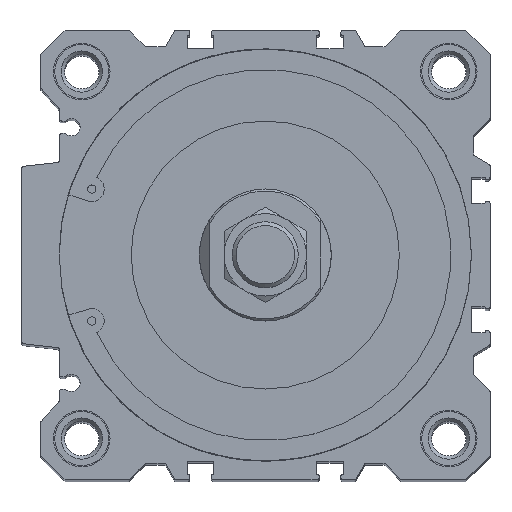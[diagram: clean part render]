
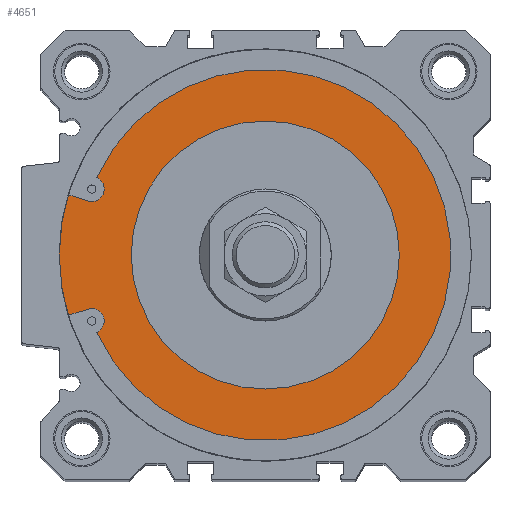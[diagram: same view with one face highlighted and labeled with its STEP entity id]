
A CAD part, top view. The second image highlights one B-rep face of the part: STEP entity #4651.
In plain terms, the highlighted planar face has unit normal (0, 0, 1).
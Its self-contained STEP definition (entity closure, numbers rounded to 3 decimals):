
#201=FACE_BOUND('',#554,.T.);
#272=FACE_OUTER_BOUND('',#553,.T.);
#553=EDGE_LOOP('',(#3134,#3135,#3136,#3137,#3138,#3139,#3140,#3141,#3142,
#3143));
#554=EDGE_LOOP('',(#3144));
#905=LINE('',#7013,#1293);
#906=LINE('',#7025,#1294);
#1293=VECTOR('',#5503,4.9);
#1294=VECTOR('',#5514,5.);
#1681=CIRCLE('',#4936,50.);
#1682=CIRCLE('',#4937,0.2);
#1683=CIRCLE('',#4938,3.);
#1684=CIRCLE('',#4939,0.1);
#1685=CIRCLE('',#4940,45.);
#1686=CIRCLE('',#4941,0.1);
#1687=CIRCLE('',#4942,3.002);
#1688=CIRCLE('',#4943,0.2);
#1689=CIRCLE('',#4944,32.5);
#1958=VERTEX_POINT('',#7007);
#1959=VERTEX_POINT('',#7008);
#1960=VERTEX_POINT('',#7010);
#1961=VERTEX_POINT('',#7012);
#1962=VERTEX_POINT('',#7014);
#1963=VERTEX_POINT('',#7016);
#1964=VERTEX_POINT('',#7018);
#1965=VERTEX_POINT('',#7020);
#1966=VERTEX_POINT('',#7022);
#1967=VERTEX_POINT('',#7024);
#1968=VERTEX_POINT('',#7027);
#2439=EDGE_CURVE('',#1958,#1959,#1681,.T.);
#2440=EDGE_CURVE('',#1960,#1959,#1682,.T.);
#2441=EDGE_CURVE('',#1961,#1960,#905,.T.);
#2442=EDGE_CURVE('',#1962,#1961,#1683,.T.);
#2443=EDGE_CURVE('',#1962,#1963,#1684,.T.);
#2444=EDGE_CURVE('',#1963,#1964,#1685,.T.);
#2445=EDGE_CURVE('',#1964,#1965,#1686,.T.);
#2446=EDGE_CURVE('',#1966,#1965,#1687,.T.);
#2447=EDGE_CURVE('',#1967,#1966,#906,.T.);
#2448=EDGE_CURVE('',#1958,#1967,#1688,.T.);
#2449=EDGE_CURVE('',#1968,#1968,#1689,.T.);
#3134=ORIENTED_EDGE('',*,*,#2439,.T.);
#3135=ORIENTED_EDGE('',*,*,#2440,.F.);
#3136=ORIENTED_EDGE('',*,*,#2441,.F.);
#3137=ORIENTED_EDGE('',*,*,#2442,.F.);
#3138=ORIENTED_EDGE('',*,*,#2443,.T.);
#3139=ORIENTED_EDGE('',*,*,#2444,.T.);
#3140=ORIENTED_EDGE('',*,*,#2445,.T.);
#3141=ORIENTED_EDGE('',*,*,#2446,.F.);
#3142=ORIENTED_EDGE('',*,*,#2447,.F.);
#3143=ORIENTED_EDGE('',*,*,#2448,.F.);
#3144=ORIENTED_EDGE('',*,*,#2449,.F.);
#4524=PLANE('',#4935);
#4651=ADVANCED_FACE('',(#272,#201),#4524,.T.);
#4935=AXIS2_PLACEMENT_3D('',#7006,#5497,#5498);
#4936=AXIS2_PLACEMENT_3D('',#7009,#5499,#5500);
#4937=AXIS2_PLACEMENT_3D('',#7011,#5501,#5502);
#4938=AXIS2_PLACEMENT_3D('',#7015,#5504,#5505);
#4939=AXIS2_PLACEMENT_3D('',#7017,#5506,#5507);
#4940=AXIS2_PLACEMENT_3D('',#7019,#5508,#5509);
#4941=AXIS2_PLACEMENT_3D('',#7021,#5510,#5511);
#4942=AXIS2_PLACEMENT_3D('',#7023,#5512,#5513);
#4943=AXIS2_PLACEMENT_3D('',#7026,#5515,#5516);
#4944=AXIS2_PLACEMENT_3D('',#7028,#5517,#5518);
#5497=DIRECTION('center_axis',(0.,0.,1.));
#5498=DIRECTION('ref_axis',(1.,0.,0.));
#5499=DIRECTION('center_axis',(0.,0.,1.));
#5500=DIRECTION('ref_axis',(1.,0.,0.));
#5501=DIRECTION('center_axis',(0.,0.,1.));
#5502=DIRECTION('ref_axis',(1.,0.,0.));
#5503=DIRECTION('',(-0.956,-0.292,0.));
#5504=DIRECTION('center_axis',(0.,0.,1.));
#5505=DIRECTION('ref_axis',(1.,0.,0.));
#5506=DIRECTION('center_axis',(0.,0.,1.));
#5507=DIRECTION('ref_axis',(1.,0.,0.));
#5508=DIRECTION('center_axis',(0.,0.,1.));
#5509=DIRECTION('ref_axis',(1.,0.,0.));
#5510=DIRECTION('center_axis',(0.,0.,1.));
#5511=DIRECTION('ref_axis',(1.,0.,0.));
#5512=DIRECTION('center_axis',(0.,0.,1.));
#5513=DIRECTION('ref_axis',(1.,0.,0.));
#5514=DIRECTION('',(0.956,-0.292,0.));
#5515=DIRECTION('center_axis',(0.,0.,1.));
#5516=DIRECTION('ref_axis',(1.,0.,0.));
#5517=DIRECTION('center_axis',(0.,0.,1.));
#5518=DIRECTION('ref_axis',(1.,0.,0.));
#7006=CARTESIAN_POINT('Origin',(0.,0.,-1.5));
#7007=CARTESIAN_POINT('',(-47.756,14.81,-1.5));
#7008=CARTESIAN_POINT('',(-47.756,-14.81,-1.5));
#7009=CARTESIAN_POINT('Origin',(0.,0.,-1.5));
#7010=CARTESIAN_POINT('',(-47.624,-14.56,-1.5));
#7011=CARTESIAN_POINT('Origin',(-47.565,-14.751,-1.5));
#7012=CARTESIAN_POINT('',(-42.938,-13.127,-1.5));
#7013=CARTESIAN_POINT('',(-42.938,-13.127,-1.5));
#7014=CARTESIAN_POINT('',(-40.81,-18.723,-1.5));
#7015=CARTESIAN_POINT('Origin',(-42.061,-15.996,-1.5));
#7016=CARTESIAN_POINT('',(-40.859,-18.856,-1.5));
#7017=CARTESIAN_POINT('Origin',(-40.768,-18.814,-1.5));
#7018=CARTESIAN_POINT('',(-40.858,18.857,-1.5));
#7019=CARTESIAN_POINT('Origin',(0.,0.,
-1.5));
#7020=CARTESIAN_POINT('',(-40.809,18.725,-1.5));
#7021=CARTESIAN_POINT('Origin',(-40.767,18.816,-1.5));
#7022=CARTESIAN_POINT('',(-42.842,13.098,-1.5));
#7023=CARTESIAN_POINT('Origin',(-42.061,15.996,-1.5));
#7024=CARTESIAN_POINT('',(-47.624,14.56,-1.5));
#7025=CARTESIAN_POINT('',(-47.624,14.56,-1.5));
#7026=CARTESIAN_POINT('Origin',(-47.565,14.751,-1.5));
#7027=CARTESIAN_POINT('',(32.5,0.,-1.5));
#7028=CARTESIAN_POINT('Origin',(0.,0.,-1.5));
